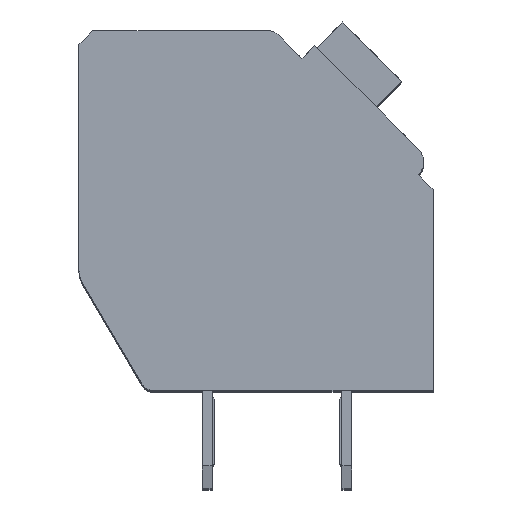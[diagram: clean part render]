
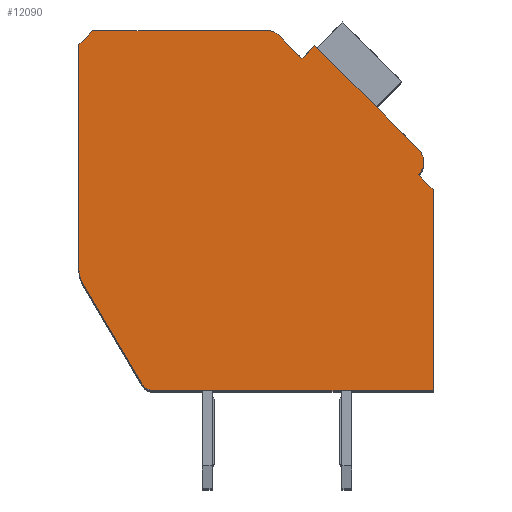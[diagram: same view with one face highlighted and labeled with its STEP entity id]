
A CAD part, top view. The second image highlights one B-rep face of the part: STEP entity #12090.
In plain terms, the highlighted planar face has unit normal (0, 0, 1).
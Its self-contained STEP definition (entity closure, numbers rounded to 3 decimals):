
#272=DIRECTION('',(0.,-1.,0.));
#273=VECTOR('',#272,8.053);
#274=CARTESIAN_POINT('',(-12.7,12.4,2.1));
#275=LINE('',#274,#273);
#276=DIRECTION('',(-0.707,-0.707,0.));
#277=VECTOR('',#276,0.707);
#278=CARTESIAN_POINT('',(-12.2,12.9,2.1));
#279=LINE('',#278,#277);
#280=DIRECTION('',(-1.,0.,0.));
#281=VECTOR('',#280,6.298);
#282=CARTESIAN_POINT('',(-5.902,12.9,2.1));
#283=LINE('',#282,#281);
#284=CARTESIAN_POINT('',(-5.902,12.4,2.1));
#285=DIRECTION('',(0.,0.,1.));
#286=DIRECTION('',(0.707,0.707,0.));
#287=AXIS2_PLACEMENT_3D('',#284,#285,#286);
#289=DIRECTION('',(-0.707,0.707,0.));
#290=VECTOR('',#289,1.197);
#291=CARTESIAN_POINT('',(-4.702,11.907,2.1));
#292=LINE('',#291,#290);
#293=DIRECTION('',(-0.707,-0.707,0.));
#294=VECTOR('',#293,0.65);
#295=CARTESIAN_POINT('',(-4.243,12.367,2.1));
#296=LINE('',#295,#294);
#297=DIRECTION('',(-0.707,0.707,0.));
#298=VECTOR('',#297,5.25);
#299=CARTESIAN_POINT('',(-0.53,8.655,2.1));
#300=LINE('',#299,#298);
#301=CARTESIAN_POINT('',(-0.99,8.195,2.1));
#302=DIRECTION('',(0.,0.,1.));
#303=DIRECTION('',(0.707,-0.707,0.));
#304=AXIS2_PLACEMENT_3D('',#301,#302,#303);
#306=DIRECTION('',(-0.707,0.707,0.));
#307=VECTOR('',#306,0.75);
#308=CARTESIAN_POINT('',(0.,7.205,2.1));
#309=LINE('',#308,#307);
#310=DIRECTION('',(0.,1.,0.));
#311=VECTOR('',#310,7.205);
#312=CARTESIAN_POINT('',(0.,0.,2.1));
#313=LINE('',#312,#311);
#314=DIRECTION('',(1.,0.,0.));
#315=VECTOR('',#314,10.014);
#316=CARTESIAN_POINT('',(-10.014,0.,2.1));
#317=LINE('',#316,#315);
#318=CARTESIAN_POINT('',(-10.014,0.5,2.1));
#319=DIRECTION('',(0.,0.,1.));
#320=DIRECTION('',(-0.862,-0.508,0.));
#321=AXIS2_PLACEMENT_3D('',#318,#319,#320);
#323=DIRECTION('',(0.508,-0.862,0.));
#324=VECTOR('',#323,4.17);
#325=CARTESIAN_POINT('',(-12.562,3.839,2.1));
#326=LINE('',#325,#324);
#327=CARTESIAN_POINT('',(-11.7,4.347,2.1));
#328=DIRECTION('',(0.,0.,1.));
#329=DIRECTION('',(-1.,0.,0.));
#330=AXIS2_PLACEMENT_3D('',#327,#328,#329);
#9057=CARTESIAN_POINT('',(-12.7,12.4,2.1));
#9058=CARTESIAN_POINT('',(-12.7,4.347,2.1));
#9059=VERTEX_POINT('',#9057);
#9060=VERTEX_POINT('',#9058);
#9061=CARTESIAN_POINT('',(-12.562,3.839,2.1));
#9062=VERTEX_POINT('',#9061);
#9063=CARTESIAN_POINT('',(-10.445,0.246,2.1));
#9064=VERTEX_POINT('',#9063);
#9065=CARTESIAN_POINT('',(-10.014,0.,2.1));
#9066=VERTEX_POINT('',#9065);
#9067=CARTESIAN_POINT('',(0.,0.,2.1));
#9068=VERTEX_POINT('',#9067);
#9069=CARTESIAN_POINT('',(0.,7.205,2.1));
#9070=VERTEX_POINT('',#9069);
#9071=CARTESIAN_POINT('',(-0.53,7.735,2.1));
#9072=VERTEX_POINT('',#9071);
#9073=CARTESIAN_POINT('',(-0.53,8.655,2.1));
#9074=VERTEX_POINT('',#9073);
#9075=CARTESIAN_POINT('',(-4.243,12.367,2.1));
#9076=VERTEX_POINT('',#9075);
#9077=CARTESIAN_POINT('',(-4.702,11.907,2.1));
#9078=VERTEX_POINT('',#9077);
#9079=CARTESIAN_POINT('',(-5.548,12.754,2.1));
#9080=VERTEX_POINT('',#9079);
#9081=CARTESIAN_POINT('',(-5.902,12.9,2.1));
#9082=VERTEX_POINT('',#9081);
#9083=CARTESIAN_POINT('',(-12.2,12.9,2.1));
#9084=VERTEX_POINT('',#9083);
#12057=CARTESIAN_POINT('',(0.,0.,2.1));
#12058=DIRECTION('',(0.,0.,1.));
#12059=DIRECTION('',(1.,0.,0.));
#12060=AXIS2_PLACEMENT_3D('',#12057,#12058,#12059);
#12061=PLANE('',#12060);
#12062=ORIENTED_EDGE('',*,*,#11833,.F.);
#12064=ORIENTED_EDGE('',*,*,#12063,.F.);
#12066=ORIENTED_EDGE('',*,*,#12065,.F.);
#12068=ORIENTED_EDGE('',*,*,#12067,.F.);
#12070=ORIENTED_EDGE('',*,*,#12069,.F.);
#12072=ORIENTED_EDGE('',*,*,#12071,.F.);
#12074=ORIENTED_EDGE('',*,*,#12073,.F.);
#12076=ORIENTED_EDGE('',*,*,#12075,.F.);
#12078=ORIENTED_EDGE('',*,*,#12077,.F.);
#12080=ORIENTED_EDGE('',*,*,#12079,.F.);
#12082=ORIENTED_EDGE('',*,*,#12081,.F.);
#12084=ORIENTED_EDGE('',*,*,#12083,.F.);
#12086=ORIENTED_EDGE('',*,*,#12085,.F.);
#12087=ORIENTED_EDGE('',*,*,#11930,.F.);
#12088=EDGE_LOOP('',(#12062,#12064,#12066,#12068,#12070,#12072,#12074,#12076,
#12078,#12080,#12082,#12084,#12086,#12087));
#12089=FACE_OUTER_BOUND('',#12088,.F.);
#288=CIRCLE('',#287,0.5);
#305=CIRCLE('',#304,0.65);
#322=CIRCLE('',#321,0.5);
#331=CIRCLE('',#330,1.);
#11833=EDGE_CURVE('',#9059,#9060,#275,.T.);
#11930=EDGE_CURVE('',#9060,#9062,#331,.T.);
#12063=EDGE_CURVE('',#9084,#9059,#279,.T.);
#12065=EDGE_CURVE('',#9082,#9084,#283,.T.);
#12067=EDGE_CURVE('',#9080,#9082,#288,.T.);
#12069=EDGE_CURVE('',#9078,#9080,#292,.T.);
#12071=EDGE_CURVE('',#9076,#9078,#296,.T.);
#12073=EDGE_CURVE('',#9074,#9076,#300,.T.);
#12075=EDGE_CURVE('',#9072,#9074,#305,.T.);
#12077=EDGE_CURVE('',#9070,#9072,#309,.T.);
#12079=EDGE_CURVE('',#9068,#9070,#313,.T.);
#12081=EDGE_CURVE('',#9066,#9068,#317,.T.);
#12083=EDGE_CURVE('',#9064,#9066,#322,.T.);
#12085=EDGE_CURVE('',#9062,#9064,#326,.T.);
#12090=ADVANCED_FACE('',(#12089),#12061,.T.);
